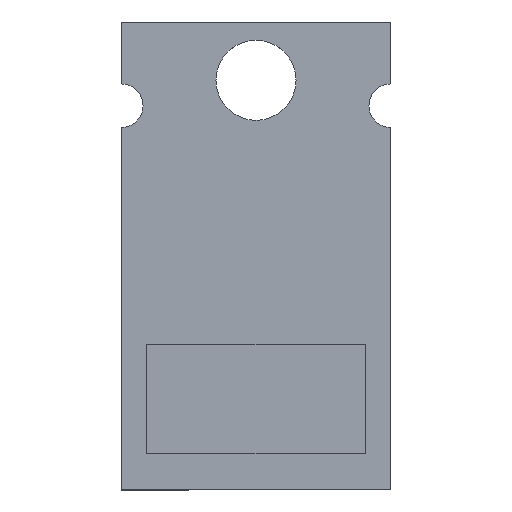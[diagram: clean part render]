
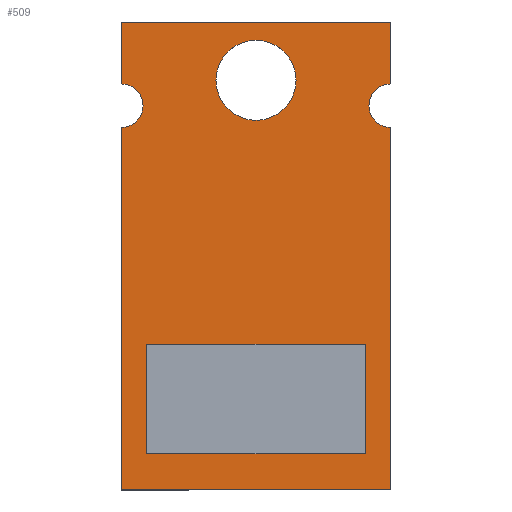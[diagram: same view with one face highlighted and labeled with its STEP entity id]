
A CAD part, top view. The second image highlights one B-rep face of the part: STEP entity #509.
In plain terms, the highlighted planar face has unit normal (0, 0, 1).
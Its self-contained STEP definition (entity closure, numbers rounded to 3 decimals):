
#6 = VECTOR ( 'NONE', #161, 1000. ) ;
#11 = EDGE_CURVE ( 'NONE', #471, #194, #143, .T. ) ;
#20 = ORIENTED_EDGE ( 'NONE', *, *, #559, .F. ) ;
#28 = ORIENTED_EDGE ( 'NONE', *, *, #137, .T. ) ;
#47 = LINE ( 'NONE', #594, #595 ) ;
#62 = CARTESIAN_POINT ( 'NONE',  ( 7.4, 8.25, 1.6 ) ) ;
#66 = EDGE_LOOP ( 'NONE', ( #418, #195, #656, #535 ) ) ;
#71 = EDGE_LOOP ( 'NONE', ( #679, #475, #353, #341, #691, #371, #218, #28, #339 ) ) ;
#73 = CARTESIAN_POINT ( 'NONE',  ( -7.4, 7.05, 1.6 ) ) ;
#75 = VERTEX_POINT ( 'NONE', #73 ) ;
#79 = VERTEX_POINT ( 'NONE', #316 ) ;
#82 = DIRECTION ( 'NONE',  ( 0., -1., 0. ) ) ;
#85 = VERTEX_POINT ( 'NONE', #537 ) ;
#90 = CARTESIAN_POINT ( 'NONE',  ( 7.4, 9.45, 1.6 ) ) ;
#98 = EDGE_CURVE ( 'NONE', #474, #721, #130, .T. ) ;
#99 = DIRECTION ( 'NONE',  ( 1., 0., 0. ) ) ;
#123 = VERTEX_POINT ( 'NONE', #601 ) ;
#124 = LINE ( 'NONE', #427, #445 ) ;
#125 = EDGE_CURVE ( 'NONE', #123, #474, #442, .T. ) ;
#130 = LINE ( 'NONE', #149, #6 ) ;
#137 = EDGE_CURVE ( 'NONE', #152, #123, #47, .T. ) ;
#142 = CIRCLE ( 'NONE', #585, 1.2 ) ;
#143 = LINE ( 'NONE', #303, #491 ) ;
#146 = EDGE_CURVE ( 'NONE', #721, #75, #604, .T. ) ;
#147 = DIRECTION ( 'NONE',  ( 1., 0., 0. ) ) ;
#149 = CARTESIAN_POINT ( 'NONE',  ( -7.4, 12.85, 1.6 ) ) ;
#152 = VERTEX_POINT ( 'NONE', #90 ) ;
#154 = CARTESIAN_POINT ( 'NONE',  ( 7.4, 12.85, 1.6 ) ) ;
#161 = DIRECTION ( 'NONE',  ( 0., -1., 0. ) ) ;
#163 = DIRECTION ( 'NONE',  ( 0., 0., -1. ) ) ;
#165 = DIRECTION ( 'NONE',  ( 1., 0., 0. ) ) ;
#167 = DIRECTION ( 'NONE',  ( 0., 0., 1. ) ) ;
#170 = CARTESIAN_POINT ( 'NONE',  ( 0., 9.65, 1.6 ) ) ;
#172 = CARTESIAN_POINT ( 'NONE',  ( 2.2, 9.65, 1.6 ) ) ;
#176 = CIRCLE ( 'NONE', #513, 2.2 ) ;
#185 = CARTESIAN_POINT ( 'NONE',  ( 7.4, -12.85, 1.6 ) ) ;
#187 = CIRCLE ( 'NONE', #719, 1.2 ) ;
#194 = VERTEX_POINT ( 'NONE', #437 ) ;
#195 = ORIENTED_EDGE ( 'NONE', *, *, #615, .T. ) ;
#211 = ORIENTED_EDGE ( 'NONE', *, *, #541, .F. ) ;
#217 = DIRECTION ( 'NONE',  ( 1., 0., 0. ) ) ;
#218 = ORIENTED_EDGE ( 'NONE', *, *, #630, .T. ) ;
#220 = FACE_BOUND ( 'NONE', #66, .T. ) ;
#222 = VECTOR ( 'NONE', #407, 1000. ) ;
#229 = CARTESIAN_POINT ( 'NONE',  ( -2.2, 9.65, 1.6 ) ) ;
#231 = VERTEX_POINT ( 'NONE', #660 ) ;
#257 = CARTESIAN_POINT ( 'NONE',  ( 6., -4.85, 1.6 ) ) ;
#258 = EDGE_CURVE ( 'NONE', #231, #674, #187, .T. ) ;
#263 = DIRECTION ( 'NONE',  ( 1., 0., 0. ) ) ;
#273 = CARTESIAN_POINT ( 'NONE',  ( -7.4, 8.25, 1.6 ) ) ;
#274 = CARTESIAN_POINT ( 'NONE',  ( -7.4, 8.25, 1.6 ) ) ;
#290 = VERTEX_POINT ( 'NONE', #172 ) ;
#295 = VECTOR ( 'NONE', #546, 1000. ) ;
#303 = CARTESIAN_POINT ( 'NONE',  ( 6., -4.85, 1.6 ) ) ;
#316 = CARTESIAN_POINT ( 'NONE',  ( -7.4, -12.85, 1.6 ) ) ;
#320 = VERTEX_POINT ( 'NONE', #229 ) ;
#326 = DIRECTION ( 'NONE',  ( 1., 0., 0. ) ) ;
#329 = LINE ( 'NONE', #450, #295 ) ;
#339 = ORIENTED_EDGE ( 'NONE', *, *, #125, .T. ) ;
#341 = ORIENTED_EDGE ( 'NONE', *, *, #342, .T. ) ;
#342 = EDGE_CURVE ( 'NONE', #79, #379, #124, .T. ) ;
#353 = ORIENTED_EDGE ( 'NONE', *, *, #419, .T. ) ;
#367 = VECTOR ( 'NONE', #485, 1000. ) ;
#371 = ORIENTED_EDGE ( 'NONE', *, *, #258, .T. ) ;
#376 = EDGE_CURVE ( 'NONE', #552, #194, #465, .T. ) ;
#379 = VERTEX_POINT ( 'NONE', #580 ) ;
#380 = AXIS2_PLACEMENT_3D ( 'NONE', #170, #661, #217 ) ;
#385 = FACE_OUTER_BOUND ( 'NONE', #71, .T. ) ;
#389 = AXIS2_PLACEMENT_3D ( 'NONE', #274, #163, #326 ) ;
#390 = DIRECTION ( 'NONE',  ( 0., 1., 0. ) ) ;
#392 = CARTESIAN_POINT ( 'NONE',  ( 0., 9.65, 1.6 ) ) ;
#398 = PLANE ( 'NONE',  #495 ) ;
#401 = LINE ( 'NONE', #567, #456 ) ;
#407 = DIRECTION ( 'NONE',  ( 0., 1., 0. ) ) ;
#410 = VECTOR ( 'NONE', #598, 1000. ) ;
#418 = ORIENTED_EDGE ( 'NONE', *, *, #641, .F. ) ;
#419 = EDGE_CURVE ( 'NONE', #75, #79, #517, .T. ) ;
#424 = CIRCLE ( 'NONE', #380, 2.2 ) ;
#427 = CARTESIAN_POINT ( 'NONE',  ( 7.4, -12.85, 1.6 ) ) ;
#437 = CARTESIAN_POINT ( 'NONE',  ( 6., -10.85, 1.6 ) ) ;
#442 = LINE ( 'NONE', #154, #410 ) ;
#445 = VECTOR ( 'NONE', #263, 1000. ) ;
#450 = CARTESIAN_POINT ( 'NONE',  ( 400000., -4.85, 1.6 ) ) ;
#456 = VECTOR ( 'NONE', #578, 1000. ) ;
#461 = DIRECTION ( 'NONE',  ( 0., 0., -1. ) ) ;
#463 = LINE ( 'NONE', #185, #222 ) ;
#465 = LINE ( 'NONE', #482, #668 ) ;
#469 = CARTESIAN_POINT ( 'NONE',  ( -7.4, 9.45, 1.6 ) ) ;
#471 = VERTEX_POINT ( 'NONE', #257 ) ;
#474 = VERTEX_POINT ( 'NONE', #647 ) ;
#475 = ORIENTED_EDGE ( 'NONE', *, *, #146, .T. ) ;
#482 = CARTESIAN_POINT ( 'NONE',  ( 400000., -10.85, 1.6 ) ) ;
#485 = DIRECTION ( 'NONE',  ( 0., -1., 0. ) ) ;
#490 = EDGE_CURVE ( 'NONE', #379, #231, #463, .T. ) ;
#491 = VECTOR ( 'NONE', #82, 1000. ) ;
#495 = AXIS2_PLACEMENT_3D ( 'NONE', #273, #658, #165 ) ;
#505 = CARTESIAN_POINT ( 'NONE',  ( -6., -10.85, 1.6 ) ) ;
#506 = CARTESIAN_POINT ( 'NONE',  ( 7.4, 8.25, 1.6 ) ) ;
#507 = DIRECTION ( 'NONE',  ( -1., 0., 0. ) ) ;
#509 = ADVANCED_FACE ( 'NONE', ( #385, #716, #220 ), #398, .T. ) ;
#510 = CARTESIAN_POINT ( 'NONE',  ( 6.2, 8.25, 1.6 ) ) ;
#513 = AXIS2_PLACEMENT_3D ( 'NONE', #392, #167, #99 ) ;
#515 = CARTESIAN_POINT ( 'NONE',  ( -7.4, -12.85, 1.6 ) ) ;
#517 = LINE ( 'NONE', #515, #367 ) ;
#535 = ORIENTED_EDGE ( 'NONE', *, *, #376, .F. ) ;
#537 = CARTESIAN_POINT ( 'NONE',  ( -6., -4.85, 1.6 ) ) ;
#541 = EDGE_CURVE ( 'NONE', #290, #320, #424, .T. ) ;
#546 = DIRECTION ( 'NONE',  ( 1., 0., 0. ) ) ;
#552 = VERTEX_POINT ( 'NONE', #505 ) ;
#559 = EDGE_CURVE ( 'NONE', #320, #290, #176, .T. ) ;
#562 = DIRECTION ( 'NONE',  ( 0., 0., -1. ) ) ;
#567 = CARTESIAN_POINT ( 'NONE',  ( -6., -4.85, 1.6 ) ) ;
#578 = DIRECTION ( 'NONE',  ( 0., -1., 0. ) ) ;
#580 = CARTESIAN_POINT ( 'NONE',  ( 7.4, -12.85, 1.6 ) ) ;
#585 = AXIS2_PLACEMENT_3D ( 'NONE', #62, #461, #675 ) ;
#594 = CARTESIAN_POINT ( 'NONE',  ( 7.4, 9.45, 1.6 ) ) ;
#595 = VECTOR ( 'NONE', #390, 1000. ) ;
#598 = DIRECTION ( 'NONE',  ( -1., 0., 0. ) ) ;
#601 = CARTESIAN_POINT ( 'NONE',  ( 7.4, 12.85, 1.6 ) ) ;
#604 = CIRCLE ( 'NONE', #389, 1.2 ) ;
#615 = EDGE_CURVE ( 'NONE', #85, #471, #329, .T. ) ;
#630 = EDGE_CURVE ( 'NONE', #674, #152, #142, .T. ) ;
#641 = EDGE_CURVE ( 'NONE', #85, #552, #401, .T. ) ;
#647 = CARTESIAN_POINT ( 'NONE',  ( -7.4, 12.85, 1.6 ) ) ;
#656 = ORIENTED_EDGE ( 'NONE', *, *, #11, .T. ) ;
#658 = DIRECTION ( 'NONE',  ( 0., 0., 1. ) ) ;
#660 = CARTESIAN_POINT ( 'NONE',  ( 7.4, 7.05, 1.6 ) ) ;
#661 = DIRECTION ( 'NONE',  ( 0., 0., 1. ) ) ;
#668 = VECTOR ( 'NONE', #147, 1000. ) ;
#674 = VERTEX_POINT ( 'NONE', #510 ) ;
#675 = DIRECTION ( 'NONE',  ( -1., 0., 0. ) ) ;
#679 = ORIENTED_EDGE ( 'NONE', *, *, #98, .T. ) ;
#691 = ORIENTED_EDGE ( 'NONE', *, *, #490, .T. ) ;
#694 = EDGE_LOOP ( 'NONE', ( #20, #211 ) ) ;
#716 = FACE_BOUND ( 'NONE', #694, .T. ) ;
#719 = AXIS2_PLACEMENT_3D ( 'NONE', #506, #562, #507 ) ;
#721 = VERTEX_POINT ( 'NONE', #469 ) ;
